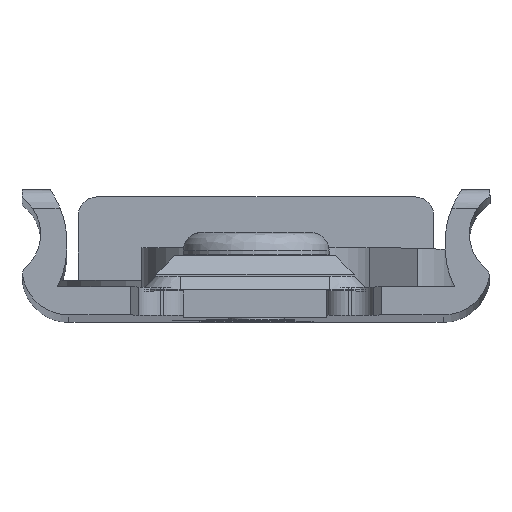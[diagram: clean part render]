
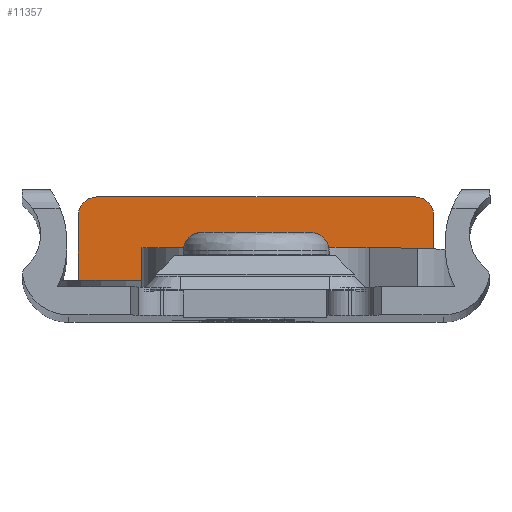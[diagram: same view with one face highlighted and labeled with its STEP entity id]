
A CAD part, top view. The second image highlights one B-rep face of the part: STEP entity #11357.
In plain terms, the highlighted planar face has unit normal (0, 0, 1).
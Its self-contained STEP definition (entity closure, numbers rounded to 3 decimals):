
#270 = VERTEX_POINT ( 'NONE', #8410 ) ;
#456 = DIRECTION ( 'NONE',  ( 0., 0., 1. ) ) ;
#870 = EDGE_CURVE ( 'NONE', #8366, #12521, #5478, .T. ) ;
#1268 = ORIENTED_EDGE ( 'NONE', *, *, #12430, .T. ) ;
#1851 = EDGE_CURVE ( 'NONE', #270, #8366, #9772, .T. ) ;
#2220 = DIRECTION ( 'NONE',  ( 0., 0., 1. ) ) ;
#2254 = CARTESIAN_POINT ( 'NONE',  ( 4., 6.7, 1.5 ) ) ;
#2640 = DIRECTION ( 'NONE',  ( 0., 0., 1. ) ) ;
#2758 = CARTESIAN_POINT ( 'NONE',  ( 3., 6.7, 1.5 ) ) ;
#3619 = EDGE_CURVE ( 'NONE', #11445, #8163, #4035, .T. ) ;
#3890 = CARTESIAN_POINT ( 'NONE',  ( 3., 1.5, 1.5 ) ) ;
#4035 = LINE ( 'NONE', #11220, #7143 ) ;
#4532 = PLANE ( 'NONE',  #4985 ) ;
#4685 = CARTESIAN_POINT ( 'NONE',  ( 22., 5.7, 1.5 ) ) ;
#4709 = CIRCLE ( 'NONE', #8421, 1. ) ;
#4985 = AXIS2_PLACEMENT_3D ( 'NONE', #8754, #2220, #7737 ) ;
#5456 = AXIS2_PLACEMENT_3D ( 'NONE', #9263, #2640, #11462 ) ;
#5478 = CIRCLE ( 'NONE', #5456, 1. ) ;
#5588 = DIRECTION ( 'NONE',  ( 0., -1., 0. ) ) ;
#5937 = ORIENTED_EDGE ( 'NONE', *, *, #1851, .T. ) ;
#6533 = CARTESIAN_POINT ( 'NONE',  ( 12.5, 6.7, 1.5 ) ) ;
#7143 = VECTOR ( 'NONE', #11130, 1000. ) ;
#7227 = DIRECTION ( 'NONE',  ( -1., 0., 0. ) ) ;
#7268 = DIRECTION ( 'NONE',  ( 0., 1., 0. ) ) ;
#7357 = ORIENTED_EDGE ( 'NONE', *, *, #10508, .F. ) ;
#7407 = VERTEX_POINT ( 'NONE', #4685 ) ;
#7435 = LINE ( 'NONE', #12369, #8139 ) ;
#7737 = DIRECTION ( 'NONE',  ( 1., 0., 0. ) ) ;
#8139 = VECTOR ( 'NONE', #5588, 1000. ) ;
#8163 = VERTEX_POINT ( 'NONE', #3890 ) ;
#8366 = VERTEX_POINT ( 'NONE', #2254 ) ;
#8397 = VECTOR ( 'NONE', #7268, 1000. ) ;
#8410 = CARTESIAN_POINT ( 'NONE',  ( 21., 6.7, 1.5 ) ) ;
#8421 = AXIS2_PLACEMENT_3D ( 'NONE', #11449, #456, #7227 ) ;
#8530 = ORIENTED_EDGE ( 'NONE', *, *, #870, .T. ) ;
#8754 = CARTESIAN_POINT ( 'NONE',  ( 12.5, 5.065, 1.5 ) ) ;
#9047 = EDGE_LOOP ( 'NONE', ( #1268, #5937, #8530, #7357, #10574, #10252 ) ) ;
#9070 = VECTOR ( 'NONE', #10938, 1000. ) ;
#9263 = CARTESIAN_POINT ( 'NONE',  ( 4., 5.7, 1.5 ) ) ;
#9574 = FACE_OUTER_BOUND ( 'NONE', #9047, .T. ) ;
#9772 = LINE ( 'NONE', #6533, #9070 ) ;
#10252 = ORIENTED_EDGE ( 'NONE', *, *, #13649, .F. ) ;
#10508 = EDGE_CURVE ( 'NONE', #8163, #12521, #13879, .T. ) ;
#10574 = ORIENTED_EDGE ( 'NONE', *, *, #3619, .F. ) ;
#10635 = CARTESIAN_POINT ( 'NONE',  ( 3., 5.7, 1.5 ) ) ;
#10938 = DIRECTION ( 'NONE',  ( -1., 0., 0. ) ) ;
#11130 = DIRECTION ( 'NONE',  ( -1., 0., 0. ) ) ;
#11172 = CARTESIAN_POINT ( 'NONE',  ( 22., 1.5, 1.5 ) ) ;
#11220 = CARTESIAN_POINT ( 'NONE',  ( 2.4, 1.5, 1.5 ) ) ;
#11357 = ADVANCED_FACE ( 'NONE', ( #9574 ), #4532, .T. ) ;
#11445 = VERTEX_POINT ( 'NONE', #11172 ) ;
#11449 = CARTESIAN_POINT ( 'NONE',  ( 21., 5.7, 1.5 ) ) ;
#11462 = DIRECTION ( 'NONE',  ( 1., 0., 0. ) ) ;
#12369 = CARTESIAN_POINT ( 'NONE',  ( 22., 6.7, 1.5 ) ) ;
#12430 = EDGE_CURVE ( 'NONE', #7407, #270, #4709, .T. ) ;
#12521 = VERTEX_POINT ( 'NONE', #10635 ) ;
#13649 = EDGE_CURVE ( 'NONE', #7407, #11445, #7435, .T. ) ;
#13879 = LINE ( 'NONE', #2758, #8397 ) ;
